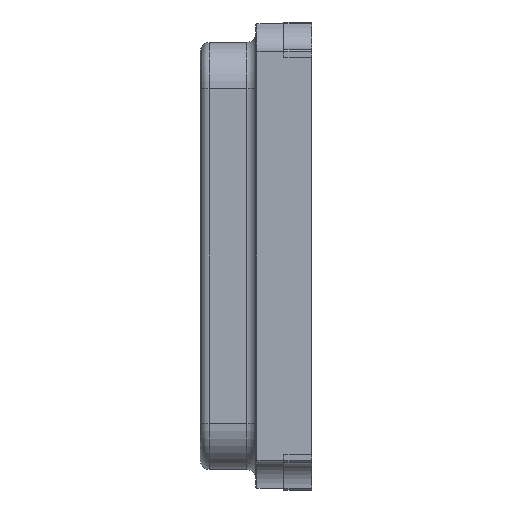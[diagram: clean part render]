
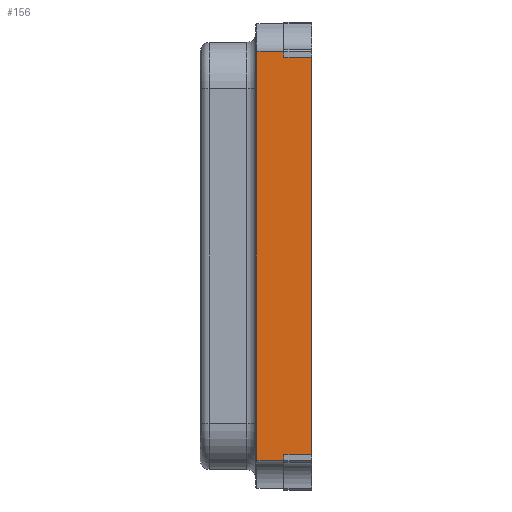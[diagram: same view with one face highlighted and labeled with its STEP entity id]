
A CAD part, left-side view. The second image highlights one B-rep face of the part: STEP entity #156.
In plain terms, the highlighted planar face has unit normal (-1, 0, 0).
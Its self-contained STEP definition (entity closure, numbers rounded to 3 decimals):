
#53 = VERTEX_POINT ( 'NONE', #182 ) ;
#60 = VECTOR ( 'NONE', #1055, 1000. ) ;
#72 = EDGE_CURVE ( 'NONE', #372, #53, #1464, .T. ) ;
#156 = ADVANCED_FACE ( 'NONE', ( #1870 ), #1111, .F. ) ;
#182 = CARTESIAN_POINT ( 'NONE',  ( -1.6, 0.15, -1.1 ) ) ;
#261 = ORIENTED_EDGE ( 'NONE', *, *, #72, .T. ) ;
#269 = LINE ( 'NONE', #1901, #60 ) ;
#305 = VERTEX_POINT ( 'NONE', #2273 ) ;
#332 = ORIENTED_EDGE ( 'NONE', *, *, #1669, .F. ) ;
#372 = VERTEX_POINT ( 'NONE', #2754 ) ;
#383 = VECTOR ( 'NONE', #2467, 1000. ) ;
#422 = VECTOR ( 'NONE', #2569, 1000. ) ;
#435 = CARTESIAN_POINT ( 'NONE',  ( -1.6, 0., -1.07 ) ) ;
#445 = VERTEX_POINT ( 'NONE', #1731 ) ;
#596 = CARTESIAN_POINT ( 'NONE',  ( -1.6, 0.15, 1.1 ) ) ;
#689 = EDGE_CURVE ( 'NONE', #305, #372, #1247, .T. ) ;
#697 = CARTESIAN_POINT ( 'NONE',  ( -1.6, 0., 1.07 ) ) ;
#751 = VERTEX_POINT ( 'NONE', #1811 ) ;
#768 = EDGE_CURVE ( 'NONE', #751, #1512, #1310, .T. ) ;
#784 = VERTEX_POINT ( 'NONE', #697 ) ;
#786 = CARTESIAN_POINT ( 'NONE',  ( -1.6, 0., -1.1 ) ) ;
#790 = ORIENTED_EDGE ( 'NONE', *, *, #689, .T. ) ;
#859 = EDGE_CURVE ( 'NONE', #1512, #305, #2416, .T. ) ;
#981 = VERTEX_POINT ( 'NONE', #435 ) ;
#996 = LINE ( 'NONE', #2127, #1108 ) ;
#1055 = DIRECTION ( 'NONE',  ( 0., 0., 1. ) ) ;
#1108 = VECTOR ( 'NONE', #2890, 1000. ) ;
#1111 = PLANE ( 'NONE',  #1552 ) ;
#1119 = DIRECTION ( 'NONE',  ( 0., 0., -1. ) ) ;
#1120 = ORIENTED_EDGE ( 'NONE', *, *, #859, .T. ) ;
#1158 = VECTOR ( 'NONE', #2633, 1000. ) ;
#1193 = CARTESIAN_POINT ( 'NONE',  ( -1.6, 0., 1.1 ) ) ;
#1247 = LINE ( 'NONE', #2009, #1928 ) ;
#1310 = LINE ( 'NONE', #1567, #383 ) ;
#1381 = EDGE_CURVE ( 'NONE', #981, #784, #269, .T. ) ;
#1461 = DIRECTION ( 'NONE',  ( 0., -1., 0. ) ) ;
#1464 = LINE ( 'NONE', #786, #1158 ) ;
#1491 = CARTESIAN_POINT ( 'NONE',  ( -1.6, 0.15, 1.07 ) ) ;
#1512 = VERTEX_POINT ( 'NONE', #596 ) ;
#1552 = AXIS2_PLACEMENT_3D ( 'NONE', #1561, #2006, #1119 ) ;
#1561 = CARTESIAN_POINT ( 'NONE',  ( -1.6, 0.3, 1.25 ) ) ;
#1567 = CARTESIAN_POINT ( 'NONE',  ( -1.6, 0.15, 1.1 ) ) ;
#1587 = EDGE_CURVE ( 'NONE', #445, #981, #2850, .T. ) ;
#1640 = EDGE_CURVE ( 'NONE', #751, #784, #2388, .T. ) ;
#1669 = EDGE_CURVE ( 'NONE', #445, #53, #996, .T. ) ;
#1731 = CARTESIAN_POINT ( 'NONE',  ( -1.6, 0.15, -1.07 ) ) ;
#1751 = ORIENTED_EDGE ( 'NONE', *, *, #1587, .T. ) ;
#1811 = CARTESIAN_POINT ( 'NONE',  ( -1.6, 0.15, 1.07 ) ) ;
#1853 = ORIENTED_EDGE ( 'NONE', *, *, #1640, .F. ) ;
#1870 = FACE_OUTER_BOUND ( 'NONE', #2369, .T. ) ;
#1901 = CARTESIAN_POINT ( 'NONE',  ( -1.6, 0., 1.25 ) ) ;
#1928 = VECTOR ( 'NONE', #2019, 1000. ) ;
#1988 = ORIENTED_EDGE ( 'NONE', *, *, #1381, .T. ) ;
#2006 = DIRECTION ( 'NONE',  ( 1., 0., 0. ) ) ;
#2009 = CARTESIAN_POINT ( 'NONE',  ( -1.6, 0.295, 1.25 ) ) ;
#2019 = DIRECTION ( 'NONE',  ( 0., 0., -1. ) ) ;
#2108 = CARTESIAN_POINT ( 'NONE',  ( -1.6, 0.15, -1.07 ) ) ;
#2127 = CARTESIAN_POINT ( 'NONE',  ( -1.6, 0.15, -1.1 ) ) ;
#2148 = ORIENTED_EDGE ( 'NONE', *, *, #768, .T. ) ;
#2203 = VECTOR ( 'NONE', #2234, 1000. ) ;
#2234 = DIRECTION ( 'NONE',  ( 0., 1., 0. ) ) ;
#2273 = CARTESIAN_POINT ( 'NONE',  ( -1.6, 0.295, 1.1 ) ) ;
#2290 = VECTOR ( 'NONE', #1461, 1000. ) ;
#2369 = EDGE_LOOP ( 'NONE', ( #1120, #790, #261, #332, #1751, #1988, #1853, #2148 ) ) ;
#2388 = LINE ( 'NONE', #1491, #2290 ) ;
#2416 = LINE ( 'NONE', #1193, #2203 ) ;
#2467 = DIRECTION ( 'NONE',  ( 0., 0., 1. ) ) ;
#2569 = DIRECTION ( 'NONE',  ( 0., -1., 0. ) ) ;
#2633 = DIRECTION ( 'NONE',  ( 0., -1., 0. ) ) ;
#2754 = CARTESIAN_POINT ( 'NONE',  ( -1.6, 0.295, -1.1 ) ) ;
#2850 = LINE ( 'NONE', #2108, #422 ) ;
#2890 = DIRECTION ( 'NONE',  ( 0., 0., -1. ) ) ;
